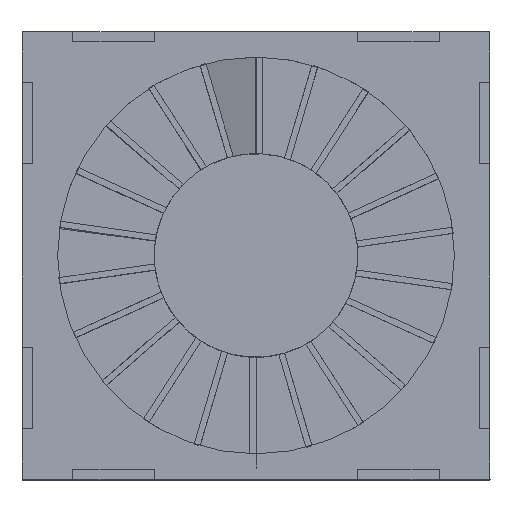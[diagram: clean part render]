
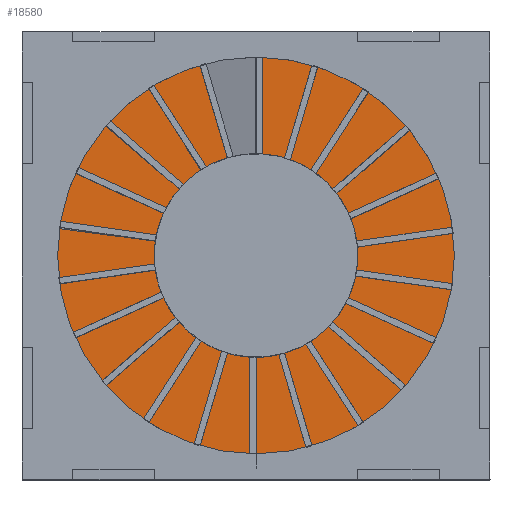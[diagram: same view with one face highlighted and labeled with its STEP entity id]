
A CAD part, top view. The second image highlights one B-rep face of the part: STEP entity #18580.
In plain terms, the highlighted planar face has unit normal (0, 0, 1).
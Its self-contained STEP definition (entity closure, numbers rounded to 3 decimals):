
#383=CIRCLE('',#19970,2.);
#385=CIRCLE('',#19974,2.);
#387=CIRCLE('',#19978,100.);
#388=CIRCLE('',#19979,50.);
#389=CIRCLE('',#19980,97.5);
#719=FACE_BOUND('',#2661,.T.);
#720=FACE_BOUND('',#2662,.T.);
#1631=FACE_OUTER_BOUND('',#2660,.T.);
#2660=EDGE_LOOP('',(#16860));
#2661=EDGE_LOOP('',(#16861,#16862,#16863,#16864));
#2662=EDGE_LOOP('',(#16865,#16866,#16867,#16868));
#4979=LINE('',#30086,#7302);
#4984=LINE('',#30100,#7307);
#4987=LINE('',#30113,#7310);
#4988=LINE('',#30117,#7311);
#7302=VECTOR('',#24721,10.);
#7307=VECTOR('',#24734,10.);
#7310=VECTOR('',#24749,10.);
#7311=VECTOR('',#24752,10.);
#9030=VERTEX_POINT('',#30084);
#9031=VERTEX_POINT('',#30085);
#9034=VERTEX_POINT('',#30093);
#9036=VERTEX_POINT('',#30099);
#9038=VERTEX_POINT('',#30109);
#9039=VERTEX_POINT('',#30111);
#9040=VERTEX_POINT('',#30112);
#9041=VERTEX_POINT('',#30114);
#9042=VERTEX_POINT('',#30116);
#11637=EDGE_CURVE('',#9030,#9031,#4979,.T.);
#11641=EDGE_CURVE('',#9031,#9034,#383,.T.);
#11644=EDGE_CURVE('',#9034,#9036,#4984,.T.);
#11647=EDGE_CURVE('',#9036,#9030,#385,.T.);
#11649=EDGE_CURVE('',#9038,#9038,#387,.T.);
#11650=EDGE_CURVE('',#9039,#9040,#4987,.T.);
#11651=EDGE_CURVE('',#9041,#9039,#388,.T.);
#11652=EDGE_CURVE('',#9042,#9041,#4988,.T.);
#11653=EDGE_CURVE('',#9040,#9042,#389,.T.);
#16860=ORIENTED_EDGE('',*,*,#11649,.F.);
#16861=ORIENTED_EDGE('',*,*,#11647,.T.);
#16862=ORIENTED_EDGE('',*,*,#11637,.T.);
#16863=ORIENTED_EDGE('',*,*,#11641,.T.);
#16864=ORIENTED_EDGE('',*,*,#11644,.T.);
#16865=ORIENTED_EDGE('',*,*,#11650,.F.);
#16866=ORIENTED_EDGE('',*,*,#11651,.F.);
#16867=ORIENTED_EDGE('',*,*,#11652,.F.);
#16868=ORIENTED_EDGE('',*,*,#11653,.F.);
#17666=PLANE('',#19977);
#18580=ADVANCED_FACE('',(#1631,#719,#720),#17666,.T.);
#19970=AXIS2_PLACEMENT_3D('',#30094,#24727,#24728);
#19974=AXIS2_PLACEMENT_3D('',#30105,#24739,#24740);
#19977=AXIS2_PLACEMENT_3D('',#30108,#24745,#24746);
#19978=AXIS2_PLACEMENT_3D('',#30110,#24747,#24748);
#19979=AXIS2_PLACEMENT_3D('',#30115,#24750,#24751);
#19980=AXIS2_PLACEMENT_3D('',#30118,#24753,#24754);
#24721=DIRECTION('',(-1.,0.,0.));
#24727=DIRECTION('center_axis',(0.,0.,-1.));
#24728=DIRECTION('ref_axis',(-1.,0.,0.));
#24734=DIRECTION('',(1.,0.,0.));
#24739=DIRECTION('center_axis',(0.,0.,-1.));
#24740=DIRECTION('ref_axis',(-1.,0.,0.));
#24745=DIRECTION('center_axis',(0.,0.,1.));
#24746=DIRECTION('ref_axis',(-1.,0.,0.));
#24747=DIRECTION('center_axis',(0.,0.,-1.));
#24748=DIRECTION('ref_axis',(1.,0.,0.));
#24749=DIRECTION('',(0.282,0.96,0.));
#24750=DIRECTION('center_axis',(0.,0.,-1.));
#24751=DIRECTION('ref_axis',(1.,0.,0.));
#24752=DIRECTION('',(0.,-1.,0.));
#24753=DIRECTION('center_axis',(0.,0.,1.));
#24754=DIRECTION('ref_axis',(1.,0.,0.));
#30084=CARTESIAN_POINT('',(1.323,-1.5,3.));
#30085=CARTESIAN_POINT('',(-1.323,-1.5,3.));
#30086=CARTESIAN_POINT('',(2.,-1.5,3.));
#30093=CARTESIAN_POINT('',(-1.323,1.5,3.));
#30094=CARTESIAN_POINT('Origin',(0.,0.,3.));
#30099=CARTESIAN_POINT('',(1.323,1.5,3.));
#30100=CARTESIAN_POINT('',(-2.,1.5,3.));
#30105=CARTESIAN_POINT('Origin',(0.,0.,3.));
#30108=CARTESIAN_POINT('Origin',(0.,0.,3.));
#30109=CARTESIAN_POINT('',(-100.,0.,3.));
#30110=CARTESIAN_POINT('Origin',(0.,0.,3.));
#30111=CARTESIAN_POINT('',(14.084,47.976,3.));
#30112=CARTESIAN_POINT('',(27.463,93.552,3.));
#30113=CARTESIAN_POINT('',(13.731,46.776,3.));
#30114=CARTESIAN_POINT('',(3.,49.91,3.));
#30115=CARTESIAN_POINT('Origin',(0.,0.,3.));
#30116=CARTESIAN_POINT('',(3.,97.454,3.));
#30117=CARTESIAN_POINT('',(3.,48.727,3.));
#30118=CARTESIAN_POINT('Origin',(0.,0.,3.));
